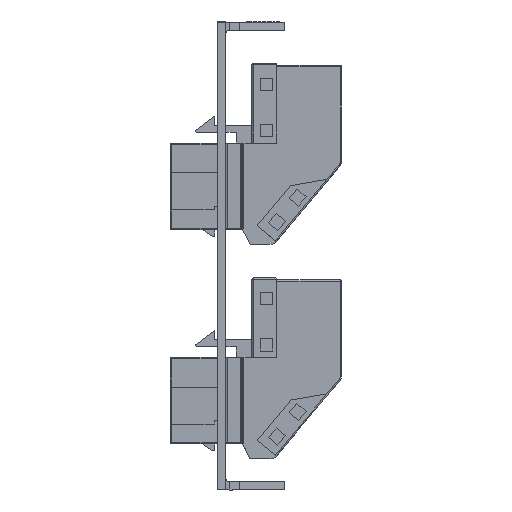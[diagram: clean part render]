
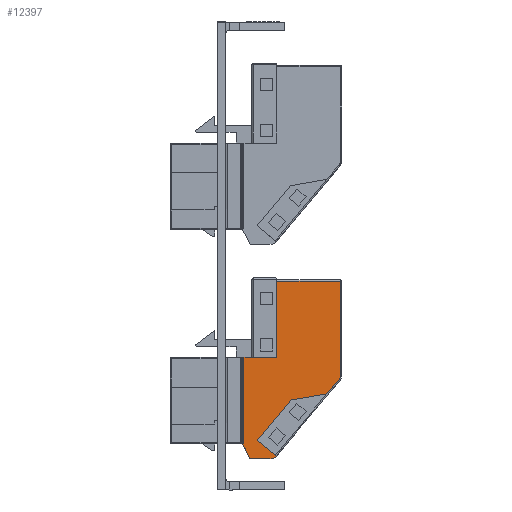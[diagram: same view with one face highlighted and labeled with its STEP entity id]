
A CAD part, left-side view. The second image highlights one B-rep face of the part: STEP entity #12397.
In plain terms, the highlighted planar face has unit normal (-1, 0, 0).
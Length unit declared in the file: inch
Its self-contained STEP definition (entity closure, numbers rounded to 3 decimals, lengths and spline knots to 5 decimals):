
#87 = ORIENTED_EDGE ( 'NONE', *, *, #6881, .F. ) ;
#1793 = LINE ( 'NONE', #47424, #35501 ) ;
#3355 = VERTEX_POINT ( 'NONE', #46327 ) ;
#3498 = CARTESIAN_POINT ( 'NONE',  ( -0.385, -0.33843, -0.31459 ) ) ;
#3683 = CARTESIAN_POINT ( 'NONE',  ( -0.385, -0.34221, -0.3115 ) ) ;
#4978 = AXIS2_PLACEMENT_3D ( 'NONE', #25136, #56998, #29770 ) ;
#5773 = CARTESIAN_POINT ( 'NONE',  ( -0.385, -0.39924, -0.4315 ) ) ;
#5803 = VERTEX_POINT ( 'NONE', #33040 ) ;
#6164 = EDGE_CURVE ( 'NONE', #55531, #23527, #39414, .T. ) ;
#6402 = PLANE ( 'NONE',  #54113 ) ;
#6646 = CARTESIAN_POINT ( 'NONE',  ( -0.385, -0.39924, -0.4315 ) ) ;
#6770 = VERTEX_POINT ( 'NONE', #15151 ) ;
#6881 = EDGE_CURVE ( 'NONE', #59038, #55531, #27130, .T. ) ;
#7507 = B_SPLINE_CURVE_WITH_KNOTS ( 'NONE', 3,
 ( #17302, #3498, #30931, #21921 ),
 .UNSPECIFIED., .F., .F.,
 ( 4, 4 ),
 ( 0., 0.00037 ),
 .UNSPECIFIED. ) ;
#7541 = DIRECTION ( 'NONE',  ( 0., -0.643, 0.766 ) ) ;
#7962 = ORIENTED_EDGE ( 'NONE', *, *, #10370, .T. ) ;
#8696 = CARTESIAN_POINT ( 'NONE',  ( -0.385, -0.69038, 0.00403 ) ) ;
#9731 = CARTESIAN_POINT ( 'NONE',  ( -0.385, -0.4397, -0.29472 ) ) ;
#9943 = EDGE_CURVE ( 'NONE', #59038, #6770, #35118, .T. ) ;
#10370 = EDGE_CURVE ( 'NONE', #6770, #45682, #45013, .T. ) ;
#10714 = VERTEX_POINT ( 'NONE', #50970 ) ;
#11236 = CARTESIAN_POINT ( 'NONE',  ( -0.385, -2.23633, 0.27493 ) ) ;
#11254 = DIRECTION ( 'NONE',  ( 0., 0.985, -0.173 ) ) ;
#11425 = VERTEX_POINT ( 'NONE', #11574 ) ;
#11499 = EDGE_CURVE ( 'NONE', #45682, #18030, #24935, .T. ) ;
#11574 = CARTESIAN_POINT ( 'NONE',  ( -0.385, -0.58142, -0.41364 ) ) ;
#11911 = LINE ( 'NONE', #49117, #46976 ) ;
#12397 = ADVANCED_FACE ( 'NONE', ( #51235 ), #6402, .F. ) ;
#12540 = EDGE_CURVE ( 'NONE', #18030, #46052, #11911, .T. ) ;
#13208 = ORIENTED_EDGE ( 'NONE', *, *, #21862, .T. ) ;
#14929 = EDGE_CURVE ( 'NONE', #21193, #46052, #50299, .T. ) ;
#15151 = CARTESIAN_POINT ( 'NONE',  ( -0.385, -1.04964, 0.15993 ) ) ;
#15276 = EDGE_CURVE ( 'NONE', #17017, #21193, #52425, .T. ) ;
#15631 = DIRECTION ( 'NONE',  ( 0., 0., -1. ) ) ;
#16426 = VECTOR ( 'NONE', #11254, 39.37008 ) ;
#16563 = CARTESIAN_POINT ( 'NONE',  ( -0.385, -1.61614, 0.83505 ) ) ;
#16565 = AXIS2_PLACEMENT_3D ( 'NONE', #18113, #50036, #22745 ) ;
#16778 = EDGE_CURVE ( 'NONE', #17017, #10714, #53697, .T. ) ;
#17017 = VERTEX_POINT ( 'NONE', #25715 ) ;
#17302 = CARTESIAN_POINT ( 'NONE',  ( -0.385, -0.34221, -0.3115 ) ) ;
#17313 = VECTOR ( 'NONE', #26948, 39.37008 ) ;
#18030 = VERTEX_POINT ( 'NONE', #53262 ) ;
#18100 = ORIENTED_EDGE ( 'NONE', *, *, #12540, .T. ) ;
#18113 = CARTESIAN_POINT ( 'NONE',  ( -0.385, -0.54311, -0.3815 ) ) ;
#18851 = ORIENTED_EDGE ( 'NONE', *, *, #16778, .T. ) ;
#20451 = VECTOR ( 'NONE', #50211, 39.37008 ) ;
#20670 = EDGE_CURVE ( 'NONE', #10714, #33098, #1793, .T. ) ;
#21193 = VERTEX_POINT ( 'NONE', #45779 ) ;
#21773 = EDGE_CURVE ( 'NONE', #33098, #21989, #7507, .T. ) ;
#21862 = EDGE_CURVE ( 'NONE', #21989, #3355, #44727, .T. ) ;
#21921 = CARTESIAN_POINT ( 'NONE',  ( -0.385, -0.33009, -0.31971 ) ) ;
#21989 = VERTEX_POINT ( 'NONE', #51019 ) ;
#22665 = VECTOR ( 'NONE', #38710, 39.37008 ) ;
#22745 = DIRECTION ( 'NONE',  ( 0., 0., -1. ) ) ;
#22916 = CARTESIAN_POINT ( 'NONE',  ( -0.385, -0.331, -0.3215 ) ) ;
#23527 = VERTEX_POINT ( 'NONE', #9731 ) ;
#24935 = LINE ( 'NONE', #53641, #47787 ) ;
#25097 = AXIS2_PLACEMENT_3D ( 'NONE', #52987, #25697, #57545 ) ;
#25136 = CARTESIAN_POINT ( 'NONE',  ( -0.385, -0.39924, -0.4115 ) ) ;
#25279 = EDGE_CURVE ( 'NONE', #3355, #55166, #26270, .T. ) ;
#25697 = DIRECTION ( 'NONE',  ( -1., 0., 0. ) ) ;
#25715 = CARTESIAN_POINT ( 'NONE',  ( -0.385, -0.401, 0.3215 ) ) ;
#25716 = EDGE_CURVE ( 'NONE', #55166, #5803, #34889, .T. ) ;
#26270 = CIRCLE ( 'NONE', #4978, 0.02 ) ;
#26948 = DIRECTION ( 'NONE',  ( 0., 1., 0. ) ) ;
#27130 = LINE ( 'NONE', #11236, #16426 ) ;
#27187 = VECTOR ( 'NONE', #46428, 39.37008 ) ;
#27407 = ORIENTED_EDGE ( 'NONE', *, *, #20670, .T. ) ;
#27928 = EDGE_CURVE ( 'NONE', #5803, #11425, #58069, .T. ) ;
#28857 = DIRECTION ( 'NONE',  ( 1., 0., 0. ) ) ;
#29107 = EDGE_CURVE ( 'NONE', #23527, #11425, #50559, .T. ) ;
#29459 = CARTESIAN_POINT ( 'NONE',  ( -0.385, -2.22817, 0.3215 ) ) ;
#29661 = VECTOR ( 'NONE', #43498, 39.37008 ) ;
#29770 = DIRECTION ( 'NONE',  ( 0., 0., -1. ) ) ;
#30105 = ORIENTED_EDGE ( 'NONE', *, *, #11499, .T. ) ;
#30931 = CARTESIAN_POINT ( 'NONE',  ( -0.385, -0.33463, -0.31772 ) ) ;
#31207 = DIRECTION ( 'NONE',  ( 0., 1., 0. ) ) ;
#31915 = DIRECTION ( 'NONE',  ( 0., 0., 1. ) ) ;
#33040 = CARTESIAN_POINT ( 'NONE',  ( -0.385, -0.54311, -0.4315 ) ) ;
#33098 = VERTEX_POINT ( 'NONE', #3683 ) ;
#33563 = CARTESIAN_POINT ( 'NONE',  ( -0.385, -1.18579, -0.92077 ) ) ;
#34889 = LINE ( 'NONE', #6646, #22665 ) ;
#35118 = LINE ( 'NONE', #16563, #45753 ) ;
#35501 = VECTOR ( 'NONE', #38521, 39.37008 ) ;
#37282 = CARTESIAN_POINT ( 'NONE',  ( -0.385, -0.586, 0.8885 ) ) ;
#38068 = ORIENTED_EDGE ( 'NONE', *, *, #6164, .F. ) ;
#38130 = DIRECTION ( 'NONE',  ( 0., -0.766, -0.643 ) ) ;
#38477 = CARTESIAN_POINT ( 'NONE',  ( -0.385, -2.22817, 0.3215 ) ) ;
#38521 = DIRECTION ( 'NONE',  ( 0., 0., -1. ) ) ;
#38710 = DIRECTION ( 'NONE',  ( 0., -1., 0. ) ) ;
#39414 = LINE ( 'NONE', #47286, #27187 ) ;
#39695 = VECTOR ( 'NONE', #31915, 39.37008 ) ;
#43042 = ORIENTED_EDGE ( 'NONE', *, *, #29107, .F. ) ;
#43275 = CARTESIAN_POINT ( 'NONE',  ( -0.385, -1.059, 0.18564 ) ) ;
#43498 = DIRECTION ( 'NONE',  ( 0., -1., 0. ) ) ;
#44237 = CARTESIAN_POINT ( 'NONE',  ( -0.385, -0.95821, 0.05097 ) ) ;
#44727 = LINE ( 'NONE', #22916, #20451 ) ;
#45013 = CIRCLE ( 'NONE', #25097, 0.04 ) ;
#45682 = VERTEX_POINT ( 'NONE', #43275 ) ;
#45753 = VECTOR ( 'NONE', #7541, 39.37008 ) ;
#45779 = CARTESIAN_POINT ( 'NONE',  ( -0.385, -0.586, 0.3215 ) ) ;
#46052 = VERTEX_POINT ( 'NONE', #37282 ) ;
#46327 = CARTESIAN_POINT ( 'NONE',  ( -0.385, -0.38142, -0.42057 ) ) ;
#46428 = DIRECTION ( 'NONE',  ( 0., 0.643, -0.766 ) ) ;
#46976 = VECTOR ( 'NONE', #31207, 39.37008 ) ;
#47286 = CARTESIAN_POINT ( 'NONE',  ( -0.385, -1.48208, 0.94754 ) ) ;
#47424 = CARTESIAN_POINT ( 'NONE',  ( -0.385, -0.34221, 0.3215 ) ) ;
#47787 = VECTOR ( 'NONE', #53841, 39.37008 ) ;
#47843 = CARTESIAN_POINT ( 'NONE',  ( -0.385, -2.22817, 0.3215 ) ) ;
#48026 = ORIENTED_EDGE ( 'NONE', *, *, #9943, .T. ) ;
#49117 = CARTESIAN_POINT ( 'NONE',  ( -0.385, -2.22817, 0.8885 ) ) ;
#49121 = VECTOR ( 'NONE', #38130, 39.37008 ) ;
#50036 = DIRECTION ( 'NONE',  ( -1., 0., 0. ) ) ;
#50211 = DIRECTION ( 'NONE',  ( 0., -0.454, -0.891 ) ) ;
#50299 = LINE ( 'NONE', #59115, #39695 ) ;
#50559 = LINE ( 'NONE', #33563, #49121 ) ;
#50970 = CARTESIAN_POINT ( 'NONE',  ( -0.385, -0.34221, 0.3215 ) ) ;
#51019 = CARTESIAN_POINT ( 'NONE',  ( -0.385, -0.33009, -0.31971 ) ) ;
#51235 = FACE_OUTER_BOUND ( 'NONE', #56650, .T. ) ;
#52375 = ORIENTED_EDGE ( 'NONE', *, *, #25279, .T. ) ;
#52383 = ORIENTED_EDGE ( 'NONE', *, *, #15276, .F. ) ;
#52425 = LINE ( 'NONE', #47843, #29661 ) ;
#52683 = ORIENTED_EDGE ( 'NONE', *, *, #25716, .T. ) ;
#52987 = CARTESIAN_POINT ( 'NONE',  ( -0.385, -1.019, 0.18564 ) ) ;
#53262 = CARTESIAN_POINT ( 'NONE',  ( -0.385, -1.059, 0.8885 ) ) ;
#53641 = CARTESIAN_POINT ( 'NONE',  ( -0.385, -1.059, 0.3215 ) ) ;
#53697 = LINE ( 'NONE', #29459, #17313 ) ;
#53841 = DIRECTION ( 'NONE',  ( 0., 0., 1. ) ) ;
#54113 = AXIS2_PLACEMENT_3D ( 'NONE', #38477, #28857, #15631 ) ;
#55166 = VERTEX_POINT ( 'NONE', #5773 ) ;
#55206 = ORIENTED_EDGE ( 'NONE', *, *, #14929, .F. ) ;
#55531 = VERTEX_POINT ( 'NONE', #8696 ) ;
#55770 = ORIENTED_EDGE ( 'NONE', *, *, #27928, .T. ) ;
#56650 = EDGE_LOOP ( 'NONE', ( #87, #48026, #7962, #30105, #18100, #55206, #52383, #18851, #27407, #58459, #13208, #52375, #52683, #55770, #43042, #38068 ) ) ;
#56998 = DIRECTION ( 'NONE',  ( -1., 0., 0. ) ) ;
#57545 = DIRECTION ( 'NONE',  ( 0., 0., -1. ) ) ;
#58069 = CIRCLE ( 'NONE', #16565, 0.05 ) ;
#58459 = ORIENTED_EDGE ( 'NONE', *, *, #21773, .T. ) ;
#59038 = VERTEX_POINT ( 'NONE', #44237 ) ;
#59115 = CARTESIAN_POINT ( 'NONE',  ( -0.385, -0.586, 0.3215 ) ) ;
